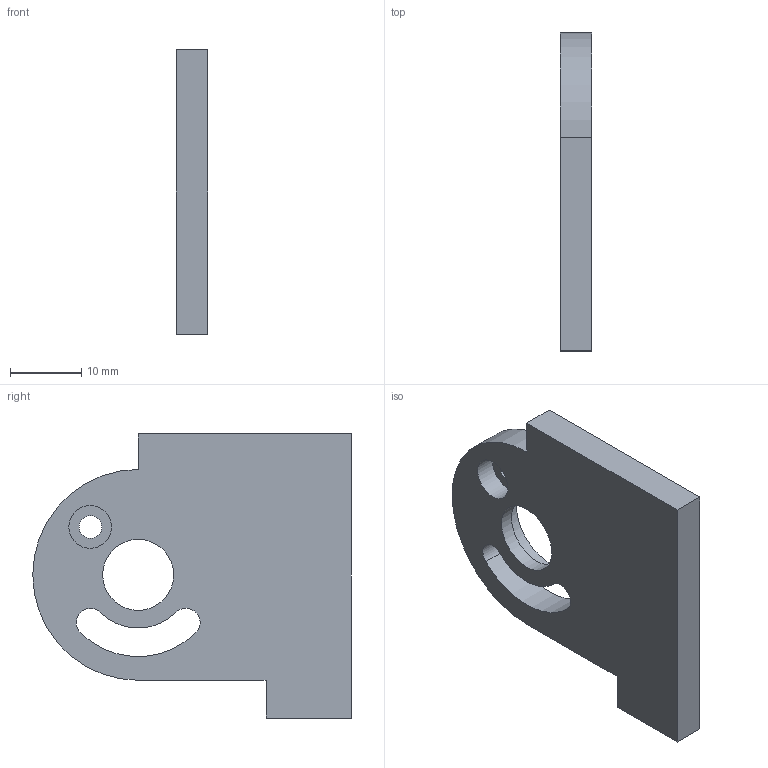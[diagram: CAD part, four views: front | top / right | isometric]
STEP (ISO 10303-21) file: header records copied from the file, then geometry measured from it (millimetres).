
FILE_DESCRIPTION(('FreeCAD Model'),'2;1');
FILE_NAME( 'S-L.step', '2016-01-03T07:29:00',('Author'),(''), 'Open CASCADE STEP processor 6.8','FreeCAD','Unknown');
FILE_SCHEMA(('AUTOMOTIVE_DESIGN_CC2 { 1 2 10303 214 -1 1 5 4 }'));
Length unit declared in the file: millimetre
Products named in the file (1): Clone_of_S0_Base_New_(Mirror_#5)
Bounding box: 4.5 x 44.84 x 40 mm (x, y, z)
Volume: 5613.5 mm3; surface area: 3716.8 mm2
Topology: 1 solids, 1 shells, 19 faces, 45 edges, 30 vertices
Faces by surface type: plane 10, cylinder 9
Full cylindrical faces by diameter (mm): 3.2 x1, 6.02 x1, 10 x1, 13.01 x1
Entity records: 1145 total; most frequent: CARTESIAN_POINT 233, DIRECTION 155, ORIENTED_EDGE 90, PCURVE 90, DEFINITIONAL_REPRESENTATION 90, LINE 63, VECTOR 63, EDGE_CURVE 45
